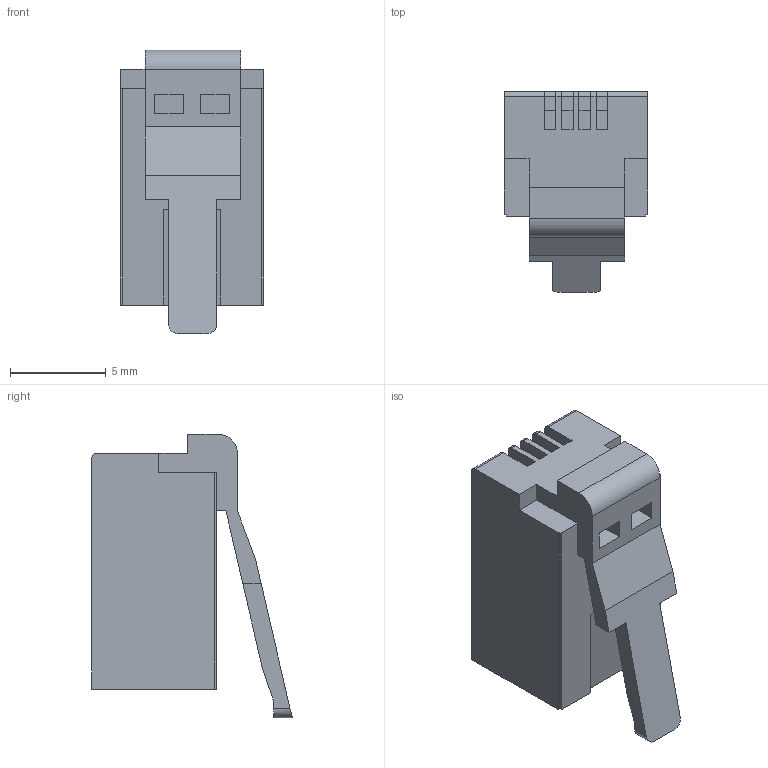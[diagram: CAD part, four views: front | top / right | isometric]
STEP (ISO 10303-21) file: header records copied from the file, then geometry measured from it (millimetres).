
FILE_DESCRIPTION (( 'STEP AP214' ), '1' );
FILE_NAME ('434C841E-D4DE-4C87-8FED-902BEBC2DEBF.STEP', '2008-08-28T10:12:39', ( 'sysAdmin' ), ( 'SolidWorks' ), 'SwSTEP 2.0', 'SolidWorks 2008', '' );
FILE_SCHEMA (( 'AUTOMOTIVE_DESIGN' ));
Length unit declared in the file: millimetre
Products named in the file (1): 434C841E-D4DE-4C87-8FED-902BEBC2DEBF
Bounding box: 7.5 x 10.46 x 14.8 mm (x, y, z)
Volume: 472.8 mm3; surface area: 837.2 mm2
Topology: 1 solids, 1 shells, 105 faces, 293 edges, 194 vertices
Faces by surface type: plane 87, cylinder 18
Entity records: 3344 total; most frequent: CARTESIAN_POINT 611, ORIENTED_EDGE 586, DIRECTION 525, EDGE_CURVE 293, LINE 261, VECTOR 261, VERTEX_POINT 194, AXIS2_PLACEMENT_3D 132
